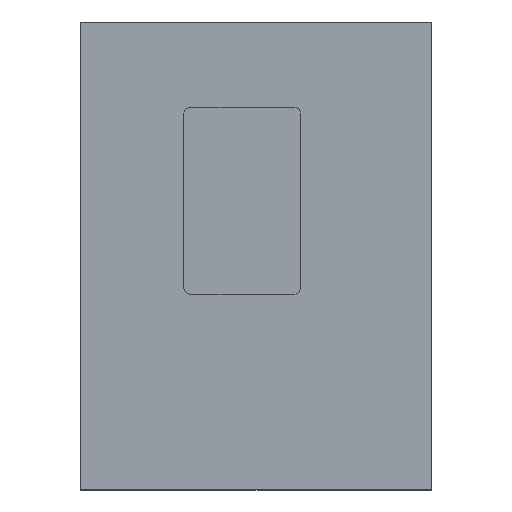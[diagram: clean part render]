
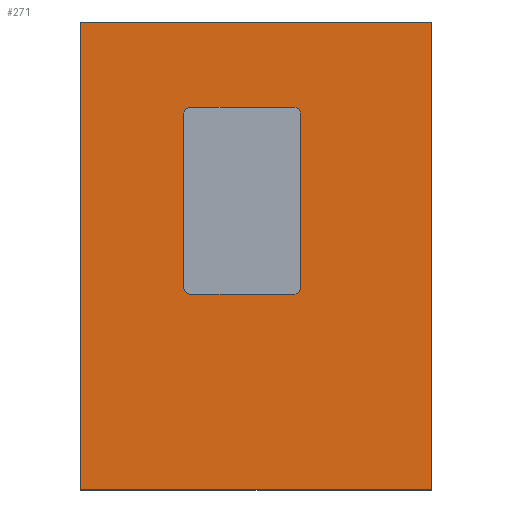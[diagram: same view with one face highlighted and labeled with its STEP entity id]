
A CAD part, top view. The second image highlights one B-rep face of the part: STEP entity #271.
In plain terms, the highlighted planar face has unit normal (0, 0, 1).
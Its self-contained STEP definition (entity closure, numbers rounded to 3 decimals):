
#15=FACE_BOUND('',#57,.T.);
#16=CIRCLE('',#289,3.);
#18=CIRCLE('',#293,3.);
#20=CIRCLE('',#297,3.);
#22=CIRCLE('',#301,3.);
#41=FACE_OUTER_BOUND('',#56,.T.);
#56=EDGE_LOOP('',(#231,#232,#233,#234));
#57=EDGE_LOOP('',(#235,#236,#237,#238,#239,#240,#241,#242));
#59=LINE('',#390,#87);
#64=LINE('',#404,#92);
#68=LINE('',#416,#96);
#72=LINE('',#428,#100);
#77=LINE('',#443,#105);
#80=LINE('',#449,#108);
#83=LINE('',#455,#111);
#86=LINE('',#459,#114);
#87=VECTOR('',#314,10.);
#92=VECTOR('',#327,10.);
#96=VECTOR('',#339,10.);
#100=VECTOR('',#351,10.);
#105=VECTOR('',#366,10.);
#108=VECTOR('',#371,10.);
#111=VECTOR('',#376,10.);
#114=VECTOR('',#381,10.);
#115=VERTEX_POINT('',#388);
#116=VERTEX_POINT('',#389);
#119=VERTEX_POINT('',#397);
#121=VERTEX_POINT('',#403);
#123=VERTEX_POINT('',#409);
#125=VERTEX_POINT('',#415);
#127=VERTEX_POINT('',#421);
#129=VERTEX_POINT('',#427);
#133=VERTEX_POINT('',#440);
#134=VERTEX_POINT('',#442);
#136=VERTEX_POINT('',#448);
#138=VERTEX_POINT('',#454);
#139=EDGE_CURVE('',#115,#116,#59,.T.);
#143=EDGE_CURVE('',#119,#115,#16,.T.);
#146=EDGE_CURVE('',#121,#119,#64,.T.);
#149=EDGE_CURVE('',#123,#121,#18,.T.);
#152=EDGE_CURVE('',#125,#123,#68,.T.);
#155=EDGE_CURVE('',#127,#125,#20,.T.);
#158=EDGE_CURVE('',#129,#127,#72,.T.);
#161=EDGE_CURVE('',#116,#129,#22,.T.);
#165=EDGE_CURVE('',#134,#133,#77,.T.);
#168=EDGE_CURVE('',#136,#134,#80,.T.);
#171=EDGE_CURVE('',#138,#136,#83,.T.);
#174=EDGE_CURVE('',#133,#138,#86,.T.);
#231=ORIENTED_EDGE('',*,*,#174,.T.);
#232=ORIENTED_EDGE('',*,*,#171,.T.);
#233=ORIENTED_EDGE('',*,*,#168,.T.);
#234=ORIENTED_EDGE('',*,*,#165,.T.);
#235=ORIENTED_EDGE('',*,*,#139,.T.);
#236=ORIENTED_EDGE('',*,*,#161,.T.);
#237=ORIENTED_EDGE('',*,*,#158,.T.);
#238=ORIENTED_EDGE('',*,*,#155,.T.);
#239=ORIENTED_EDGE('',*,*,#152,.T.);
#240=ORIENTED_EDGE('',*,*,#149,.T.);
#241=ORIENTED_EDGE('',*,*,#146,.T.);
#242=ORIENTED_EDGE('',*,*,#143,.T.);
#256=PLANE('',#308);
#271=ADVANCED_FACE('',(#41,#15),#256,.T.);
#289=AXIS2_PLACEMENT_3D('',#398,#320,#321);
#293=AXIS2_PLACEMENT_3D('',#410,#332,#333);
#297=AXIS2_PLACEMENT_3D('',#422,#344,#345);
#301=AXIS2_PLACEMENT_3D('',#433,#356,#357);
#308=AXIS2_PLACEMENT_3D('',#460,#382,#383);
#314=DIRECTION('',(0.,-1.,0.));
#320=DIRECTION('center_axis',(0.,0.,-1.));
#321=DIRECTION('ref_axis',(1.,0.,0.));
#327=DIRECTION('',(1.,0.,0.));
#332=DIRECTION('center_axis',(0.,0.,-1.));
#333=DIRECTION('ref_axis',(0.,1.,0.));
#339=DIRECTION('',(0.,1.,0.));
#344=DIRECTION('center_axis',(0.,0.,-1.));
#345=DIRECTION('ref_axis',(-1.,0.,0.));
#351=DIRECTION('',(-1.,0.,0.));
#356=DIRECTION('center_axis',(0.,0.,-1.));
#357=DIRECTION('ref_axis',(0.,-1.,0.));
#366=DIRECTION('',(1.,0.,0.));
#371=DIRECTION('',(0.,-1.,0.));
#376=DIRECTION('',(-1.,0.,0.));
#381=DIRECTION('',(0.,1.,0.));
#382=DIRECTION('center_axis',(0.,0.,1.));
#383=DIRECTION('ref_axis',(0.,-1.,0.));
#388=CARTESIAN_POINT('',(31.769,60.574,22.001));
#389=CARTESIAN_POINT('',(31.769,-13.426,22.001));
#390=CARTESIAN_POINT('',(31.769,30.287,22.001));
#397=CARTESIAN_POINT('',(28.769,63.574,22.001));
#398=CARTESIAN_POINT('Origin',(28.769,60.574,22.001));
#403=CARTESIAN_POINT('',(-15.231,63.574,22.001));
#404=CARTESIAN_POINT('',(-1.282,63.574,22.001));
#409=CARTESIAN_POINT('',(-18.231,60.574,22.001));
#410=CARTESIAN_POINT('Origin',(-15.231,60.574,22.001));
#415=CARTESIAN_POINT('',(-18.231,-13.426,22.001));
#416=CARTESIAN_POINT('',(-18.231,-6.713,22.001));
#421=CARTESIAN_POINT('',(-15.231,-16.426,22.001));
#422=CARTESIAN_POINT('Origin',(-15.231,-13.426,22.001));
#427=CARTESIAN_POINT('',(28.769,-16.426,22.001));
#428=CARTESIAN_POINT('',(20.718,-16.426,22.001));
#433=CARTESIAN_POINT('Origin',(28.769,-13.426,22.001));
#440=CARTESIAN_POINT('',(87.666,-100.,22.001));
#442=CARTESIAN_POINT('',(-62.334,-100.,22.001));
#443=CARTESIAN_POINT('',(-62.334,-100.,22.001));
#448=CARTESIAN_POINT('',(-62.334,100.,22.001));
#449=CARTESIAN_POINT('',(-62.334,100.,22.001));
#454=CARTESIAN_POINT('',(87.666,100.,22.001));
#455=CARTESIAN_POINT('',(87.666,100.,22.001));
#459=CARTESIAN_POINT('',(87.666,-100.,22.001));
#460=CARTESIAN_POINT('Origin',(12.666,0.,22.001));
